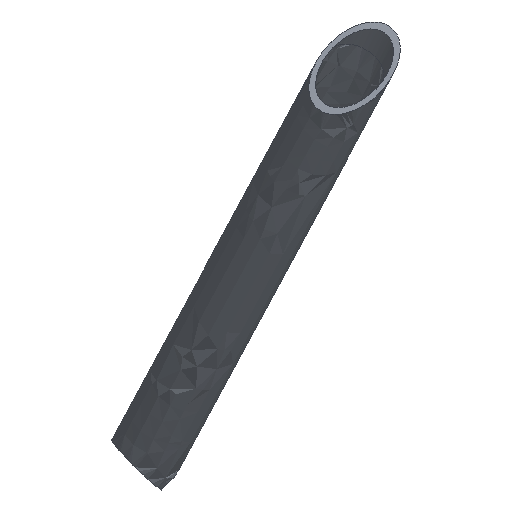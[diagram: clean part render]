
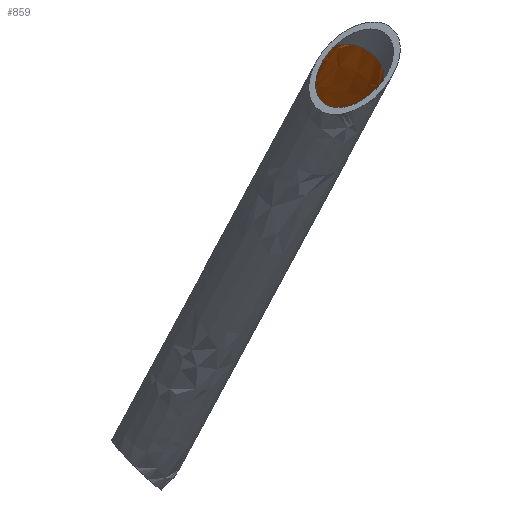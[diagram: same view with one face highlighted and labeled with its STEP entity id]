
A CAD part, isometric view. The second image highlights one B-rep face of the part: STEP entity #859.
In plain terms, the highlighted free-form (B-spline) face has degree [5, 4] with [6, 5] control points.
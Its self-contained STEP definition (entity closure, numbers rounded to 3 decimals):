
#203=CARTESIAN_POINT('Vertex',(-1642.631,-277.104,140.375)) ;
#209=CARTESIAN_POINT('Control Point',(-1642.631,-277.104,140.375)) ;
#210=CARTESIAN_POINT('Control Point',(-1641.932,-277.104,141.062)) ;
#211=CARTESIAN_POINT('Control Point',(-1641.212,-277.174,141.739)) ;
#212=CARTESIAN_POINT('Control Point',(-1640.481,-277.308,142.4)) ;
#213=CARTESIAN_POINT('Control Point',(-1639.742,-277.506,143.042)) ;
#214=CARTESIAN_POINT('Control Point',(-1639.,-277.765,143.661)) ;
#215=CARTESIAN_POINT('Vertex',(-1639.,-277.765,143.661)) ;
#288=CARTESIAN_POINT('Axis2P3D Location',(-1639.,-285.604,140.375)) ;
#292=CARTESIAN_POINT('Vertex',(-1635.731,-292.708,137.043)) ;
#361=CARTESIAN_POINT('Vertex',(-1653.076,-214.422,-8.361)) ;
#390=CARTESIAN_POINT('Vertex',(-1647.209,-220.294,-7.804)) ;
#394=CARTESIAN_POINT('Control Point',(-1653.076,-214.422,-8.361)) ;
#395=CARTESIAN_POINT('Control Point',(-1652.603,-214.534,-8.459)) ;
#396=CARTESIAN_POINT('Control Point',(-1652.133,-214.7,-8.517)) ;
#397=CARTESIAN_POINT('Control Point',(-1651.679,-214.919,-8.53)) ;
#398=CARTESIAN_POINT('Control Point',(-1650.839,-215.421,-8.498)) ;
#399=CARTESIAN_POINT('Control Point',(-1650.089,-216.04,-8.39)) ;
#400=CARTESIAN_POINT('Control Point',(-1649.744,-216.364,-8.328)) ;
#401=CARTESIAN_POINT('Control Point',(-1648.896,-217.259,-8.156)) ;
#402=CARTESIAN_POINT('Control Point',(-1648.188,-218.262,-7.985)) ;
#403=CARTESIAN_POINT('Control Point',(-1647.802,-218.915,-7.896)) ;
#404=CARTESIAN_POINT('Control Point',(-1647.474,-219.596,-7.833)) ;
#405=CARTESIAN_POINT('Control Point',(-1647.209,-220.294,-7.804)) ;
#489=CARTESIAN_POINT('Vertex',(-1651.977,-230.015,-12.524)) ;
#493=CARTESIAN_POINT('Control Point',(-1651.977,-230.015,-12.524)) ;
#494=CARTESIAN_POINT('Control Point',(-1651.044,-229.844,-11.973)) ;
#495=CARTESIAN_POINT('Control Point',(-1650.144,-229.55,-11.372)) ;
#496=CARTESIAN_POINT('Control Point',(-1649.291,-229.112,-10.755)) ;
#497=CARTESIAN_POINT('Control Point',(-1648.174,-228.207,-9.873)) ;
#498=CARTESIAN_POINT('Control Point',(-1647.366,-226.953,-9.122)) ;
#499=CARTESIAN_POINT('Control Point',(-1647.148,-226.525,-8.904)) ;
#500=CARTESIAN_POINT('Control Point',(-1646.8,-225.631,-8.518)) ;
#501=CARTESIAN_POINT('Control Point',(-1646.616,-224.66,-8.226)) ;
#502=CARTESIAN_POINT('Control Point',(-1646.566,-224.172,-8.108)) ;
#503=CARTESIAN_POINT('Control Point',(-1646.543,-223.086,-7.9)) ;
#504=CARTESIAN_POINT('Control Point',(-1646.695,-222.001,-7.802)) ;
#505=CARTESIAN_POINT('Control Point',(-1646.827,-221.416,-7.779)) ;
#506=CARTESIAN_POINT('Control Point',(-1646.999,-220.847,-7.781)) ;
#507=CARTESIAN_POINT('Control Point',(-1647.209,-220.294,-7.804)) ;
#524=CARTESIAN_POINT('Control Point',(-1653.076,-214.422,-8.361)) ;
#525=CARTESIAN_POINT('Control Point',(-1653.56,-214.308,-8.261)) ;
#526=CARTESIAN_POINT('Control Point',(-1654.046,-214.266,-8.107)) ;
#527=CARTESIAN_POINT('Control Point',(-1654.513,-214.285,-7.923)) ;
#528=CARTESIAN_POINT('Vertex',(-1654.513,-214.285,-7.923)) ;
#773=CARTESIAN_POINT('Vertex',(-1658.68,-215.176,-7.368)) ;
#777=CARTESIAN_POINT('Control Point',(-1642.631,-277.104,140.375)) ;
#778=CARTESIAN_POINT('Control Point',(-1645.841,-264.719,110.827)) ;
#779=CARTESIAN_POINT('Control Point',(-1649.051,-252.334,81.28)) ;
#780=CARTESIAN_POINT('Control Point',(-1652.261,-239.947,51.728)) ;
#781=CARTESIAN_POINT('Control Point',(-1655.471,-227.562,22.18)) ;
#782=CARTESIAN_POINT('Control Point',(-1658.68,-215.176,-7.368)) ;
#785=CARTESIAN_POINT('Control Point',(-1635.731,-292.708,137.043)) ;
#786=CARTESIAN_POINT('Control Point',(-1638.98,-280.169,107.129)) ;
#787=CARTESIAN_POINT('Control Point',(-1642.229,-267.631,77.218)) ;
#788=CARTESIAN_POINT('Control Point',(-1645.479,-255.092,47.301)) ;
#789=CARTESIAN_POINT('Control Point',(-1648.728,-242.554,17.389)) ;
#790=CARTESIAN_POINT('Control Point',(-1651.977,-230.015,-12.524)) ;
#803=CARTESIAN_POINT('Control Point',(-1635.731,-292.708,137.043)) ;
#804=CARTESIAN_POINT('Control Point',(-1627.93,-289.375,137.592)) ;
#805=CARTESIAN_POINT('Control Point',(-1627.3,-280.606,141.2)) ;
#806=CARTESIAN_POINT('Control Point',(-1634.469,-275.169,144.257)) ;
#807=CARTESIAN_POINT('Control Point',(-1642.269,-278.501,143.708)) ;
#808=CARTESIAN_POINT('Control Point',(-1639.131,-279.588,105.743)) ;
#809=CARTESIAN_POINT('Control Point',(-1631.33,-276.255,106.292)) ;
#810=CARTESIAN_POINT('Control Point',(-1630.7,-267.486,109.9)) ;
#811=CARTESIAN_POINT('Control Point',(-1637.869,-262.049,112.957)) ;
#812=CARTESIAN_POINT('Control Point',(-1645.669,-265.382,112.408)) ;
#813=CARTESIAN_POINT('Control Point',(-1642.53,-266.469,74.445)) ;
#814=CARTESIAN_POINT('Control Point',(-1634.73,-263.137,74.994)) ;
#815=CARTESIAN_POINT('Control Point',(-1634.1,-254.367,78.602)) ;
#816=CARTESIAN_POINT('Control Point',(-1641.269,-248.93,81.659)) ;
#817=CARTESIAN_POINT('Control Point',(-1649.069,-252.263,81.11)) ;
#818=CARTESIAN_POINT('Control Point',(-1645.931,-253.348,43.141)) ;
#819=CARTESIAN_POINT('Control Point',(-1638.131,-250.015,43.69)) ;
#820=CARTESIAN_POINT('Control Point',(-1637.5,-241.246,47.298)) ;
#821=CARTESIAN_POINT('Control Point',(-1644.67,-235.809,50.355)) ;
#822=CARTESIAN_POINT('Control Point',(-1652.47,-239.141,49.806)) ;
#823=CARTESIAN_POINT('Control Point',(-1649.331,-240.229,11.843)) ;
#824=CARTESIAN_POINT('Control Point',(-1641.53,-236.896,12.392)) ;
#825=CARTESIAN_POINT('Control Point',(-1640.9,-228.127,16.)) ;
#826=CARTESIAN_POINT('Control Point',(-1648.069,-222.69,19.057)) ;
#827=CARTESIAN_POINT('Control Point',(-1655.869,-226.023,18.508)) ;
#828=CARTESIAN_POINT('Control Point',(-1652.731,-227.109,-19.457)) ;
#829=CARTESIAN_POINT('Control Point',(-1644.93,-223.777,-18.908)) ;
#830=CARTESIAN_POINT('Control Point',(-1644.3,-215.007,-15.3)) ;
#831=CARTESIAN_POINT('Control Point',(-1651.469,-209.57,-12.243)) ;
#832=CARTESIAN_POINT('Control Point',(-1659.269,-212.903,-12.792)) ;
#834=CARTESIAN_POINT('Control Point',(-1656.,-214.229,-7.963)) ;
#835=CARTESIAN_POINT('Control Point',(-1656.739,-214.3,-7.912)) ;
#836=CARTESIAN_POINT('Control Point',(-1657.45,-214.507,-7.766)) ;
#837=CARTESIAN_POINT('Control Point',(-1658.09,-214.81,-7.57)) ;
#838=CARTESIAN_POINT('Control Point',(-1658.68,-215.176,-7.368)) ;
#839=CARTESIAN_POINT('Vertex',(-1656.,-214.229,-7.963)) ;
#843=CARTESIAN_POINT('Control Point',(-1656.,-214.229,-7.963)) ;
#844=CARTESIAN_POINT('Control Point',(-1655.508,-214.181,-7.996)) ;
#845=CARTESIAN_POINT('Control Point',(-1655.004,-214.202,-7.981)) ;
#846=CARTESIAN_POINT('Control Point',(-1654.513,-214.285,-7.923)) ;
#289=DIRECTION('Axis2P3D Direction',(0.1,-0.385,0.918)) ;
#290=AXIS2_PLACEMENT_3D('Circle Axis2P3D',#288,#289,$) ;
#849=ORIENTED_EDGE('',*,*,#841,.F.) ;
#850=ORIENTED_EDGE('',*,*,#847,.T.) ;
#851=ORIENTED_EDGE('',*,*,#530,.F.) ;
#852=ORIENTED_EDGE('',*,*,#406,.T.) ;
#853=ORIENTED_EDGE('',*,*,#508,.F.) ;
#854=ORIENTED_EDGE('',*,*,#791,.F.) ;
#855=ORIENTED_EDGE('',*,*,#294,.T.) ;
#856=ORIENTED_EDGE('',*,*,#217,.F.) ;
#857=ORIENTED_EDGE('',*,*,#783,.T.) ;
#859=ADVANCED_FACE('Corps principal',(#858),#802,.F.) ;
#208=B_SPLINE_CURVE_WITH_KNOTS('',5,(#209,#210,#211,#212,#213,#214),.UNSPECIFIED.,.F.,.U.,(6,6),(0.,7.128),.UNSPECIFIED.) ;
#393=B_SPLINE_CURVE_WITH_KNOTS('',5,(#394,#395,#396,#397,#398,#399,#400,#401,#402,#403,#404,#405),.UNSPECIFIED.,.F.,.U.,(6,3,3,6),(0.,3.497,6.829,12.219),.UNSPECIFIED.) ;
#492=B_SPLINE_CURVE_WITH_KNOTS('',5,(#493,#494,#495,#496,#497,#498,#499,#500,#501,#502,#503,#504,#505,#506,#507),.UNSPECIFIED.,.F.,.U.,(6,3,3,3,6),(0.,8.012,11.698,15.245,19.515),.UNSPECIFIED.) ;
#523=B_SPLINE_CURVE_WITH_KNOTS('',3,(#524,#525,#526,#527),.UNSPECIFIED.,.F.,.U.,(4,4),(0.,2.149),.UNSPECIFIED.) ;
#833=B_SPLINE_CURVE_WITH_KNOTS('',4,(#834,#835,#836,#837,#838),.UNSPECIFIED.,.F.,.U.,(5,5),(0.,4.305),.UNSPECIFIED.) ;
#842=B_SPLINE_CURVE_WITH_KNOTS('',3,(#843,#844,#845,#846),.UNSPECIFIED.,.F.,.U.,(4,4),(0.,2.148),.UNSPECIFIED.) ;
#291=CIRCLE('generated circle',#290,8.5) ;
#217=EDGE_CURVE('',#204,#216,#208,.T.) ;
#294=EDGE_CURVE('',#293,#216,#291,.T.) ;
#406=EDGE_CURVE('',#362,#391,#393,.T.) ;
#508=EDGE_CURVE('',#490,#391,#492,.T.) ;
#530=EDGE_CURVE('',#362,#529,#523,.T.) ;
#783=EDGE_CURVE('',#204,#774,#776,.T.) ;
#791=EDGE_CURVE('',#293,#490,#784,.T.) ;
#841=EDGE_CURVE('',#840,#774,#833,.T.) ;
#847=EDGE_CURVE('',#840,#529,#842,.T.) ;
#848=EDGE_LOOP('',(#849,#850,#851,#852,#853,#854,#855,#856,#857)) ;
#858=FACE_OUTER_BOUND('',#848,.T.) ;
#204=VERTEX_POINT('',#203) ;
#216=VERTEX_POINT('',#215) ;
#293=VERTEX_POINT('',#292) ;
#362=VERTEX_POINT('',#361) ;
#391=VERTEX_POINT('',#390) ;
#490=VERTEX_POINT('',#489) ;
#529=VERTEX_POINT('',#528) ;
#774=VERTEX_POINT('',#773) ;
#840=VERTEX_POINT('',#839) ;
#776=(BOUNDED_CURVE()B_SPLINE_CURVE(5,(#777,#778,#779,#780,#781,#782),.UNSPECIFIED.,.F.,.U.)B_SPLINE_CURVE_WITH_KNOTS((6,6),(3.632,164.631),.UNSPECIFIED.)CURVE()GEOMETRIC_REPRESENTATION_ITEM()RATIONAL_B_SPLINE_CURVE((1.,1.,1.,1.,1.,1.))REPRESENTATION_ITEM('')) ;
#784=(BOUNDED_CURVE()B_SPLINE_CURVE(5,(#785,#786,#787,#788,#789,#790),.UNSPECIFIED.,.F.,.U.)B_SPLINE_CURVE_WITH_KNOTS((6,6),(0.,162.986),.UNSPECIFIED.)CURVE()GEOMETRIC_REPRESENTATION_ITEM()RATIONAL_B_SPLINE_CURVE((1.,1.,1.,1.,1.,1.))REPRESENTATION_ITEM('')) ;
#802=(BOUNDED_SURFACE()B_SPLINE_SURFACE(5,4,((#803,#804,#805,#806,#807),(#808,#809,#810,#811,#812),(#813,#814,#815,#816,#817),(#818,#819,#820,#821,#822),(#823,#824,#825,#826,#827),(#828,#829,#830,#831,#832)),.UNSPECIFIED.,.F.,.F.,.U.)B_SPLINE_SURFACE_WITH_KNOTS((6,6),(5,5),(0.,170.541),(26.704,53.407),.UNSPECIFIED.)GEOMETRIC_REPRESENTATION_ITEM()RATIONAL_B_SPLINE_SURFACE(((1.,0.707,0.667,0.707,1.),(1.,0.707,0.667,0.707,1.),(1.,0.707,0.667,0.707,1.),(1.,0.707,0.667,0.707,1.),(1.,0.707,0.667,0.707,1.),(1.,0.707,0.667,0.707,1.)))REPRESENTATION_ITEM('Rational BSpline Surface')SURFACE()) ;
